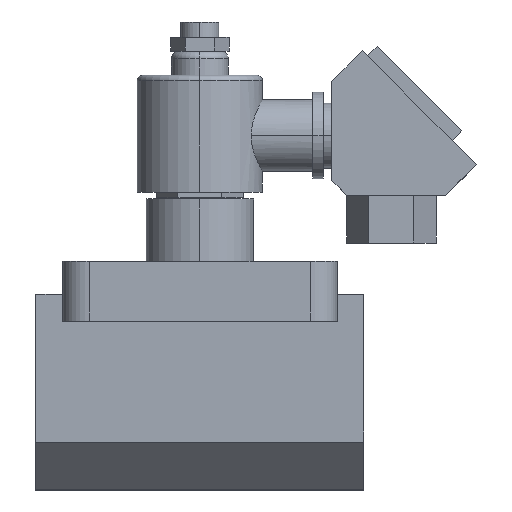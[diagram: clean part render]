
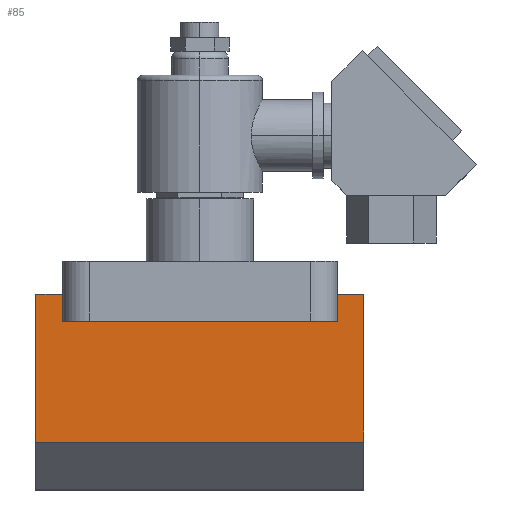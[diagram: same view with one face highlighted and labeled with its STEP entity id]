
A CAD part, top view. The second image highlights one B-rep face of the part: STEP entity #85.
In plain terms, the highlighted planar face has unit normal (0, 0, 1).
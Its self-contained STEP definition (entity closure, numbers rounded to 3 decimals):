
#5 = DIRECTION ( 'NONE',  ( -1., 0., 0. ) ) ;
#85 = ADVANCED_FACE ( 'NONE', ( #479 ), #1991, .F. ) ;
#89 = LINE ( 'NONE', #1064, #702 ) ;
#109 = VERTEX_POINT ( 'NONE', #242 ) ;
#163 = LINE ( 'NONE', #1947, #2279 ) ;
#185 = ORIENTED_EDGE ( 'NONE', *, *, #3177, .T. ) ;
#242 = CARTESIAN_POINT ( 'NONE',  ( 46., -33.8, 27.5 ) ) ;
#259 = LINE ( 'NONE', #1202, #2390 ) ;
#266 = ORIENTED_EDGE ( 'NONE', *, *, #723, .F. ) ;
#329 = CARTESIAN_POINT ( 'NONE',  ( 55., -24.8, 27.5 ) ) ;
#422 = ORIENTED_EDGE ( 'NONE', *, *, #751, .F. ) ;
#427 = ORIENTED_EDGE ( 'NONE', *, *, #2528, .T. ) ;
#433 = AXIS2_PLACEMENT_3D ( 'NONE', #2193, #2684, #3192 ) ;
#439 = LINE ( 'NONE', #959, #1302 ) ;
#479 = FACE_OUTER_BOUND ( 'NONE', #707, .T. ) ;
#501 = VERTEX_POINT ( 'NONE', #1968 ) ;
#517 = DIRECTION ( 'NONE',  ( -1., 0., 0. ) ) ;
#550 = DIRECTION ( 'NONE',  ( 0., -1., 0. ) ) ;
#630 = CARTESIAN_POINT ( 'NONE',  ( -46., -24.8, 27.5 ) ) ;
#663 = VECTOR ( 'NONE', #5, 1000. ) ;
#702 = VECTOR ( 'NONE', #550, 1000. ) ;
#707 = EDGE_LOOP ( 'NONE', ( #2029, #185, #2236, #266, #422, #427, #2703, #1309 ) ) ;
#723 = EDGE_CURVE ( 'NONE', #1204, #2517, #2561, .T. ) ;
#744 = VERTEX_POINT ( 'NONE', #329 ) ;
#751 = EDGE_CURVE ( 'NONE', #744, #1204, #89, .T. ) ;
#797 = CARTESIAN_POINT ( 'NONE',  ( -55., -74.3, 27.5 ) ) ;
#817 = VECTOR ( 'NONE', #1591, 1000. ) ;
#840 = EDGE_CURVE ( 'NONE', #109, #3039, #1809, .T. ) ;
#923 = CARTESIAN_POINT ( 'NONE',  ( 46., -24.8, 27.5 ) ) ;
#959 = CARTESIAN_POINT ( 'NONE',  ( -55., -24.8, 27.5 ) ) ;
#979 = DIRECTION ( 'NONE',  ( 0., -1., 0. ) ) ;
#1064 = CARTESIAN_POINT ( 'NONE',  ( 55., -24.8, 27.5 ) ) ;
#1202 = CARTESIAN_POINT ( 'NONE',  ( 55., -24.8, 27.5 ) ) ;
#1204 = VERTEX_POINT ( 'NONE', #2466 ) ;
#1220 = CARTESIAN_POINT ( 'NONE',  ( 55., -74.3, 27.5 ) ) ;
#1302 = VECTOR ( 'NONE', #979, 1000. ) ;
#1309 = ORIENTED_EDGE ( 'NONE', *, *, #2797, .F. ) ;
#1564 = VECTOR ( 'NONE', #1710, 1000. ) ;
#1591 = DIRECTION ( 'NONE',  ( 0., 1., 0. ) ) ;
#1710 = DIRECTION ( 'NONE',  ( 1., 0., 0. ) ) ;
#1809 = LINE ( 'NONE', #2405, #817 ) ;
#1900 = DIRECTION ( 'NONE',  ( 0., -1., 0. ) ) ;
#1947 = CARTESIAN_POINT ( 'NONE',  ( -46., -33.8, 27.5 ) ) ;
#1954 = CARTESIAN_POINT ( 'NONE',  ( -55., -24.8, 27.5 ) ) ;
#1968 = CARTESIAN_POINT ( 'NONE',  ( -46., -33.8, 27.5 ) ) ;
#1991 = PLANE ( 'NONE',  #433 ) ;
#2027 = CARTESIAN_POINT ( 'NONE',  ( 46., -33.8, 27.5 ) ) ;
#2029 = ORIENTED_EDGE ( 'NONE', *, *, #2036, .F. ) ;
#2036 = EDGE_CURVE ( 'NONE', #2973, #501, #163, .T. ) ;
#2193 = CARTESIAN_POINT ( 'NONE',  ( 55., -24.8, 27.5 ) ) ;
#2236 = ORIENTED_EDGE ( 'NONE', *, *, #2476, .T. ) ;
#2279 = VECTOR ( 'NONE', #1900, 1000. ) ;
#2283 = DIRECTION ( 'NONE',  ( -1., 0., 0. ) ) ;
#2390 = VECTOR ( 'NONE', #517, 1000. ) ;
#2405 = CARTESIAN_POINT ( 'NONE',  ( 46., -33.8, 27.5 ) ) ;
#2440 = LINE ( 'NONE', #2027, #1564 ) ;
#2466 = CARTESIAN_POINT ( 'NONE',  ( 55., -74.3, 27.5 ) ) ;
#2476 = EDGE_CURVE ( 'NONE', #2779, #2517, #439, .T. ) ;
#2517 = VERTEX_POINT ( 'NONE', #797 ) ;
#2528 = EDGE_CURVE ( 'NONE', #744, #3039, #2774, .T. ) ;
#2561 = LINE ( 'NONE', #1220, #663 ) ;
#2684 = DIRECTION ( 'NONE',  ( 0., 0., -1. ) ) ;
#2703 = ORIENTED_EDGE ( 'NONE', *, *, #840, .F. ) ;
#2756 = CARTESIAN_POINT ( 'NONE',  ( 55., -24.8, 27.5 ) ) ;
#2774 = LINE ( 'NONE', #2756, #2972 ) ;
#2779 = VERTEX_POINT ( 'NONE', #1954 ) ;
#2797 = EDGE_CURVE ( 'NONE', #501, #109, #2440, .T. ) ;
#2972 = VECTOR ( 'NONE', #2283, 1000. ) ;
#2973 = VERTEX_POINT ( 'NONE', #630 ) ;
#3039 = VERTEX_POINT ( 'NONE', #923 ) ;
#3177 = EDGE_CURVE ( 'NONE', #2973, #2779, #259, .T. ) ;
#3192 = DIRECTION ( 'NONE',  ( 0., 1., 0. ) ) ;
